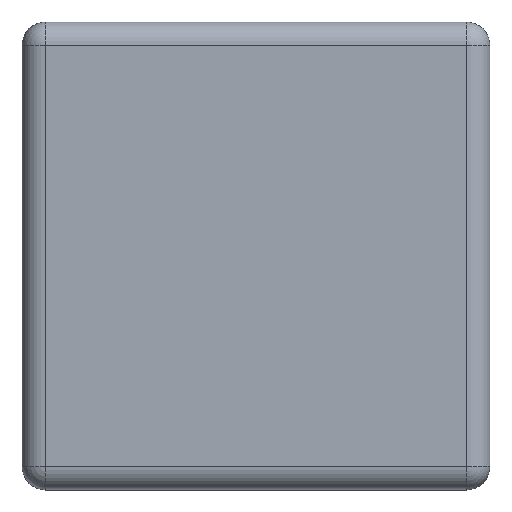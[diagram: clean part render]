
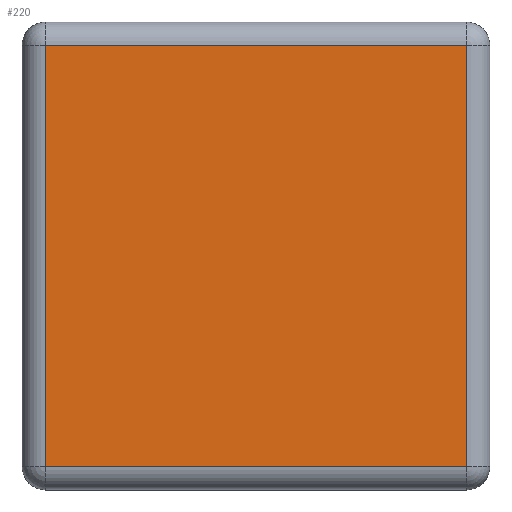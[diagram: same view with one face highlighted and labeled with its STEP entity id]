
A CAD part, top view. The second image highlights one B-rep face of the part: STEP entity #220.
In plain terms, the highlighted planar face has unit normal (0, 0, 1).
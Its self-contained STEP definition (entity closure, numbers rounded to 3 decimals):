
#220 = ADVANCED_FACE( '', ( #465 ), #466, .T. );
#465 = FACE_OUTER_BOUND( '', #738, .T. );
#466 = PLANE( '', #739 );
#738 = EDGE_LOOP( '', ( #1283, #1284, #1285, #1286 ) );
#739 = AXIS2_PLACEMENT_3D( '', #1287, #1288, #1289 );
#1283 = ORIENTED_EDGE( '', *, *, #1720, .T. );
#1284 = ORIENTED_EDGE( '', *, *, #1629, .T. );
#1285 = ORIENTED_EDGE( '', *, *, #1728, .T. );
#1286 = ORIENTED_EDGE( '', *, *, #1649, .T. );
#1287 = CARTESIAN_POINT( '', ( 0., 0., 16. ) );
#1288 = DIRECTION( '', ( 0., 0., 1. ) );
#1289 = DIRECTION( '', ( 1., 0., 0. ) );
#1629 = EDGE_CURVE( '', #1961, #1959, #1962, .T. );
#1649 = EDGE_CURVE( '', #1986, #1989, #1991, .T. );
#1720 = EDGE_CURVE( '', #1989, #1961, #2094, .T. );
#1728 = EDGE_CURVE( '', #1959, #1986, #2103, .T. );
#1959 = VERTEX_POINT( '', #2409 );
#1961 = VERTEX_POINT( '', #2411 );
#1962 = LINE( '', #2412, #2413 );
#1986 = VERTEX_POINT( '', #2447 );
#1989 = VERTEX_POINT( '', #2451 );
#1991 = LINE( '', #2453, #2454 );
#2094 = LINE( '', #2601, #2602 );
#2103 = LINE( '', #2612, #2613 );
#2409 = CARTESIAN_POINT( '', ( -9., -9., 16. ) );
#2411 = CARTESIAN_POINT( '', ( -9., 9., 16. ) );
#2412 = CARTESIAN_POINT( '', ( -9., -10., 16. ) );
#2413 = VECTOR( '', #2865, 1000. );
#2447 = CARTESIAN_POINT( '', ( 9., -9., 16. ) );
#2451 = CARTESIAN_POINT( '', ( 9., 9., 16. ) );
#2453 = CARTESIAN_POINT( '', ( 9., 10., 16. ) );
#2454 = VECTOR( '', #2886, 1000. );
#2601 = CARTESIAN_POINT( '', ( -10., 9., 16. ) );
#2602 = VECTOR( '', #2952, 1000. );
#2612 = CARTESIAN_POINT( '', ( 10., -9., 16. ) );
#2613 = VECTOR( '', #2963, 1000. );
#2865 = DIRECTION( '', ( 0., -1., 0. ) );
#2886 = DIRECTION( '', ( 0., 1., 0. ) );
#2952 = DIRECTION( '', ( -1., 0., 0. ) );
#2963 = DIRECTION( '', ( 1., 0., 0. ) );
